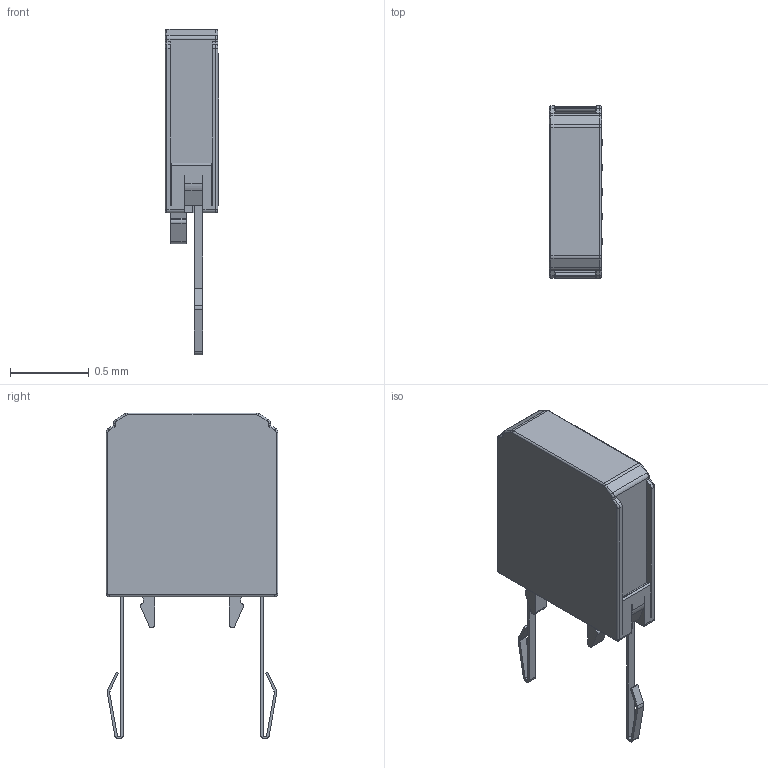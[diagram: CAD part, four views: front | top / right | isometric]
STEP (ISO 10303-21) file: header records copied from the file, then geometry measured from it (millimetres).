
FILE_DESCRIPTION(/* description */ (''),/* implementation_level */ '2;1');
FILE_NAME(/* name */ 'c_lzzmv024--_3d.stp',/* time_stamp */ '2020-04-06T14:08:03+02:00',/* author */ ('f.bogacz'),/* organization */ (''),/* preprocessor_version */ 'ST-DEVELOPER v17.2',/* originating_system */ 'AutoCAD Mechanical',/* authorisation */ '');
FILE_SCHEMA (('AUTOMOTIVE_DESIGN { 1 0 10303 214 3 1 1 }'));
Length unit declared in the file: inch
Products named in the file (2): Product; LZZMV024--
Assembly tree (1 placements, depth 2):
  Product
    LZZMV024--
Bounding box: 0.34 x 1.09 x 2.07 mm (x, y, z)
Volume: 0.2 mm3; surface area: 8 mm2
Topology: 1 solids, 1 shells, 226 faces, 579 edges, 360 vertices
Faces by surface type: plane 126, cylinder 75, torus 17, bspline 4, sphere 4
Entity records: 6871 total; most frequent: CARTESIAN_POINT 1248, DIRECTION 1188, ORIENTED_EDGE 1158, EDGE_CURVE 579, LINE 412, VECTOR 412, AXIS2_PLACEMENT_3D 388, VERTEX_POINT 360
